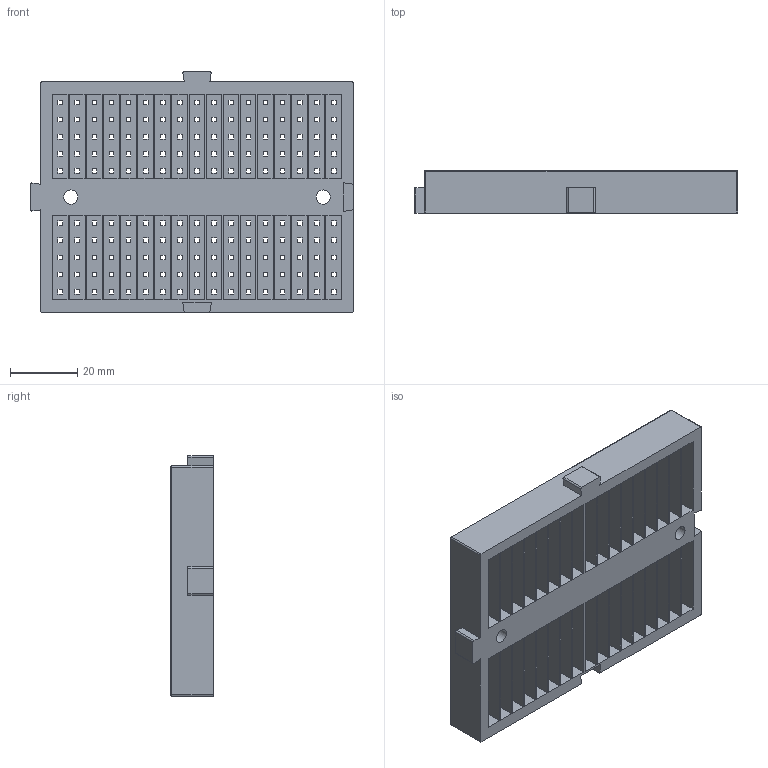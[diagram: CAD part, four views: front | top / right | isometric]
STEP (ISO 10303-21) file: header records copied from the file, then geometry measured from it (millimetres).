
FILE_DESCRIPTION(/* description */ (''),/* implementation_level */ '2;1');
FILE_NAME(/* name */ 'Mini-White v4.step',/* time_stamp */ '2022-05-28T12:36:44+10:00',/* author */ (''),/* organization */ (''),/* preprocessor_version */ 'ST-DEVELOPER v18.1',/* originating_system */ 'Autodesk Translation Framework v10.14.0.1471',/* authorisation */ '');
FILE_SCHEMA (('AUTOMOTIVE_DESIGN { 1 0 10303 214 3 1 1 }'));
Length unit declared in the file: millimetre
Products named in the file (1): Mini-White
Bounding box: 96 x 12.6 x 71.4 mm (x, y, z)
Volume: 30443.8 mm3; surface area: 41498 mm2
Topology: 1 solids, 1 shells, 1583 faces, 3944 edges, 2396 vertices
Faces by surface type: plane 1559, cylinder 16, bspline 8
Full cylindrical faces by diameter (mm): 4.2 x2, 7 x2
Entity records: 46057 total; most frequent: CARTESIAN_POINT 8116, ORIENTED_EDGE 7880, DIRECTION 7132, EDGE_CURVE 3940, LINE 3900, VECTOR 3900, VERTEX_POINT 2396, EDGE_LOOP 1964
